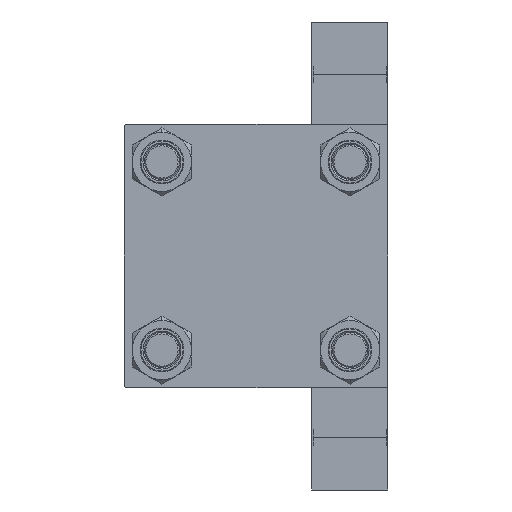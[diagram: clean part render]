
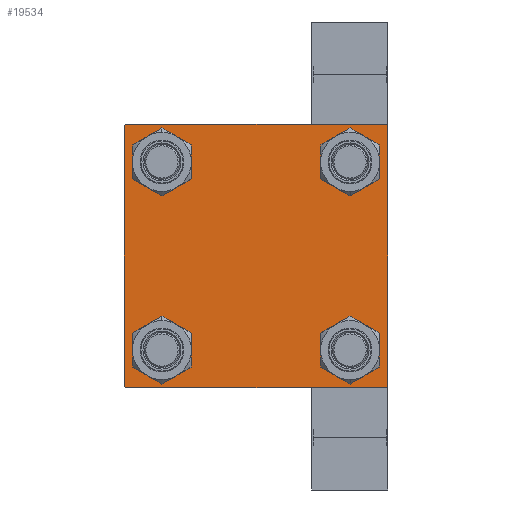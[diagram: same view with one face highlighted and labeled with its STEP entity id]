
A CAD part, left-side view. The second image highlights one B-rep face of the part: STEP entity #19534.
In plain terms, the highlighted planar face has unit normal (-1, 0, 0).
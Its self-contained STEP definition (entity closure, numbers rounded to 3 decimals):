
#111 = DIRECTION ( 'NONE',  ( 0., 0.707, -0.707 ) ) ;
#215 = ORIENTED_EDGE ( 'NONE', *, *, #1690, .T. ) ;
#494 = EDGE_CURVE ( 'NONE', #30689, #27815, #39166, .T. ) ;
#585 = LINE ( 'NONE', #15985, #671 ) ;
#671 = VECTOR ( 'NONE', #7371, 1000. ) ;
#1020 = EDGE_CURVE ( 'NONE', #9296, #16360, #44449, .T. ) ;
#1099 = FACE_OUTER_BOUND ( 'NONE', #35498, .T. ) ;
#1391 = AXIS2_PLACEMENT_3D ( 'NONE', #48795, #30564, #23081 ) ;
#1423 = DIRECTION ( 'NONE',  ( 1., 0., 0. ) ) ;
#1690 = EDGE_CURVE ( 'NONE', #29217, #30391, #16961, .T. ) ;
#1908 = AXIS2_PLACEMENT_3D ( 'NONE', #25644, #14199, #21654 ) ;
#1999 = EDGE_CURVE ( 'NONE', #44860, #39592, #38484, .T. ) ;
#2082 = DIRECTION ( 'NONE',  ( 0., 0., 1. ) ) ;
#2163 = CARTESIAN_POINT ( 'NONE',  ( 0., 45., 44.5 ) ) ;
#2524 = CARTESIAN_POINT ( 'NONE',  ( 0., -45., -44.5 ) ) ;
#2779 = EDGE_LOOP ( 'NONE', ( #44174, #24322 ) ) ;
#3566 = DIRECTION ( 'NONE',  ( 0., 0.707, 0.707 ) ) ;
#4193 = AXIS2_PLACEMENT_3D ( 'NONE', #32538, #40257, #47759 ) ;
#7371 = DIRECTION ( 'NONE',  ( 0., -1., 0. ) ) ;
#7811 = DIRECTION ( 'NONE',  ( 0., 0., 1. ) ) ;
#7879 = DIRECTION ( 'NONE',  ( 0., -0.707, -0.707 ) ) ;
#7923 = DIRECTION ( 'NONE',  ( 0., 0., -1. ) ) ;
#8262 = DIRECTION ( 'NONE',  ( 0., -1., 0. ) ) ;
#8324 = FACE_BOUND ( 'NONE', #2779, .T. ) ;
#9296 = VERTEX_POINT ( 'NONE', #23582 ) ;
#9690 = EDGE_CURVE ( 'NONE', #30391, #29217, #15557, .T. ) ;
#9945 = DIRECTION ( 'NONE',  ( 1., 0., 0. ) ) ;
#10099 = DIRECTION ( 'NONE',  ( 0., 0., -1. ) ) ;
#10439 = DIRECTION ( 'NONE',  ( 0., 0., 1. ) ) ;
#11040 = DIRECTION ( 'NONE',  ( 1., 0., 0. ) ) ;
#11110 = EDGE_LOOP ( 'NONE', ( #18928, #215 ) ) ;
#11203 = CIRCLE ( 'NONE', #45420, 6.5 ) ;
#11294 = CARTESIAN_POINT ( 'NONE',  ( 0., 44.75, 44.75 ) ) ;
#11563 = DIRECTION ( 'NONE',  ( 0., 0., 1. ) ) ;
#11682 = EDGE_CURVE ( 'NONE', #26205, #28764, #15035, .T. ) ;
#12344 = ORIENTED_EDGE ( 'NONE', *, *, #41660, .T. ) ;
#12425 = EDGE_CURVE ( 'NONE', #27815, #30689, #25985, .T. ) ;
#12825 = EDGE_CURVE ( 'NONE', #43314, #24224, #22850, .T. ) ;
#13134 = CARTESIAN_POINT ( 'NONE',  ( 0., -32.15, -25.65 ) ) ;
#13838 = CARTESIAN_POINT ( 'NONE',  ( 0., 32.15, 25.65 ) ) ;
#14199 = DIRECTION ( 'NONE',  ( 1., 0., 0. ) ) ;
#14571 = ORIENTED_EDGE ( 'NONE', *, *, #35302, .T. ) ;
#15035 = LINE ( 'NONE', #11294, #26757 ) ;
#15312 = VECTOR ( 'NONE', #3566, 1000. ) ;
#15557 = CIRCLE ( 'NONE', #25122, 6.5 ) ;
#15985 = CARTESIAN_POINT ( 'NONE',  ( 0., 45., -45. ) ) ;
#16360 = VERTEX_POINT ( 'NONE', #26437 ) ;
#16401 = EDGE_CURVE ( 'NONE', #26205, #16360, #42143, .T. ) ;
#16961 = CIRCLE ( 'NONE', #48812, 6.5 ) ;
#17216 = VERTEX_POINT ( 'NONE', #38432 ) ;
#17337 = DIRECTION ( 'NONE',  ( 0., 0., 1. ) ) ;
#17514 = DIRECTION ( 'NONE',  ( 1., 0., 0. ) ) ;
#17837 = ORIENTED_EDGE ( 'NONE', *, *, #32442, .T. ) ;
#17838 = CARTESIAN_POINT ( 'NONE',  ( 0., -32.15, 25.65 ) ) ;
#18765 = ORIENTED_EDGE ( 'NONE', *, *, #32156, .T. ) ;
#18822 = VECTOR ( 'NONE', #8262, 1000. ) ;
#18849 = VECTOR ( 'NONE', #42919, 1000. ) ;
#18928 = ORIENTED_EDGE ( 'NONE', *, *, #9690, .T. ) ;
#19162 = VERTEX_POINT ( 'NONE', #25837 ) ;
#19242 = CARTESIAN_POINT ( 'NONE',  ( 0., -32.15, 32.15 ) ) ;
#19333 = ORIENTED_EDGE ( 'NONE', *, *, #37435, .F. ) ;
#19534 = ADVANCED_FACE ( 'NONE', ( #34459, #45955, #34712, #8324, #1099 ), #23256, .T. ) ;
#19723 = EDGE_LOOP ( 'NONE', ( #12344, #34957 ) ) ;
#19952 = EDGE_LOOP ( 'NONE', ( #36250, #18765 ) ) ;
#20735 = CARTESIAN_POINT ( 'NONE',  ( 0., 32.15, 38.65 ) ) ;
#21055 = CARTESIAN_POINT ( 'NONE',  ( 0., 32.15, -32.15 ) ) ;
#21654 = DIRECTION ( 'NONE',  ( 0., 0., 1. ) ) ;
#21715 = VECTOR ( 'NONE', #7879, 1000. ) ;
#21907 = CARTESIAN_POINT ( 'NONE',  ( 0., -32.15, -32.15 ) ) ;
#22340 = EDGE_CURVE ( 'NONE', #17216, #26373, #43293, .T. ) ;
#22774 = ORIENTED_EDGE ( 'NONE', *, *, #40927, .T. ) ;
#22850 = CIRCLE ( 'NONE', #1391, 6.5 ) ;
#22862 = LINE ( 'NONE', #34060, #46854 ) ;
#23081 = DIRECTION ( 'NONE',  ( 0., 0., 1. ) ) ;
#23256 = PLANE ( 'NONE',  #27013 ) ;
#23582 = CARTESIAN_POINT ( 'NONE',  ( 0., -45., 44.5 ) ) ;
#24224 = VERTEX_POINT ( 'NONE', #37950 ) ;
#24322 = ORIENTED_EDGE ( 'NONE', *, *, #12425, .T. ) ;
#25122 = AXIS2_PLACEMENT_3D ( 'NONE', #19242, #11040, #7811 ) ;
#25644 = CARTESIAN_POINT ( 'NONE',  ( 0., 32.15, -32.15 ) ) ;
#25743 = CARTESIAN_POINT ( 'NONE',  ( 0., -44.75, 44.75 ) ) ;
#25837 = CARTESIAN_POINT ( 'NONE',  ( 0., -44.5, -45. ) ) ;
#25985 = CIRCLE ( 'NONE', #45092, 6.5 ) ;
#26205 = VERTEX_POINT ( 'NONE', #35128 ) ;
#26373 = VERTEX_POINT ( 'NONE', #29886 ) ;
#26437 = CARTESIAN_POINT ( 'NONE',  ( 0., -44.5, 45. ) ) ;
#26757 = VECTOR ( 'NONE', #111, 1000. ) ;
#26790 = CARTESIAN_POINT ( 'NONE',  ( 0., 44.75, -44.75 ) ) ;
#27013 = AXIS2_PLACEMENT_3D ( 'NONE', #45701, #38209, #11563 ) ;
#27245 = VERTEX_POINT ( 'NONE', #2524 ) ;
#27422 = CARTESIAN_POINT ( 'NONE',  ( 0., 45., 45. ) ) ;
#27815 = VERTEX_POINT ( 'NONE', #13838 ) ;
#28764 = VERTEX_POINT ( 'NONE', #2163 ) ;
#29217 = VERTEX_POINT ( 'NONE', #17838 ) ;
#29634 = DIRECTION ( 'NONE',  ( 1., 0., 0. ) ) ;
#29886 = CARTESIAN_POINT ( 'NONE',  ( 0., 32.15, -25.65 ) ) ;
#29947 = CIRCLE ( 'NONE', #33911, 6.5 ) ;
#30391 = VERTEX_POINT ( 'NONE', #35788 ) ;
#30432 = CARTESIAN_POINT ( 'NONE',  ( 0., 45., -44.5 ) ) ;
#30564 = DIRECTION ( 'NONE',  ( 1., 0., 0. ) ) ;
#30689 = VERTEX_POINT ( 'NONE', #20735 ) ;
#32156 = EDGE_CURVE ( 'NONE', #24224, #43314, #29947, .T. ) ;
#32304 = CARTESIAN_POINT ( 'NONE',  ( 0., 44.5, -45. ) ) ;
#32442 = EDGE_CURVE ( 'NONE', #19162, #27245, #47417, .T. ) ;
#32538 = CARTESIAN_POINT ( 'NONE',  ( 0., 32.15, 32.15 ) ) ;
#33103 = CARTESIAN_POINT ( 'NONE',  ( 0., -32.15, 32.15 ) ) ;
#33258 = LINE ( 'NONE', #48484, #45388 ) ;
#33726 = ORIENTED_EDGE ( 'NONE', *, *, #11682, .T. ) ;
#33911 = AXIS2_PLACEMENT_3D ( 'NONE', #21907, #29634, #44836 ) ;
#34060 = CARTESIAN_POINT ( 'NONE',  ( 0., -45., 45. ) ) ;
#34459 = FACE_BOUND ( 'NONE', #11110, .T. ) ;
#34551 = ORIENTED_EDGE ( 'NONE', *, *, #1999, .T. ) ;
#34597 = ORIENTED_EDGE ( 'NONE', *, *, #1020, .T. ) ;
#34712 = FACE_BOUND ( 'NONE', #19723, .T. ) ;
#34957 = ORIENTED_EDGE ( 'NONE', *, *, #22340, .T. ) ;
#35128 = CARTESIAN_POINT ( 'NONE',  ( 0., 44.5, 45. ) ) ;
#35302 = EDGE_CURVE ( 'NONE', #39592, #19162, #585, .T. ) ;
#35498 = EDGE_LOOP ( 'NONE', ( #22774, #34551, #14571, #17837, #19333, #34597, #43747, #33726 ) ) ;
#35788 = CARTESIAN_POINT ( 'NONE',  ( 0., -32.15, 38.65 ) ) ;
#36250 = ORIENTED_EDGE ( 'NONE', *, *, #12825, .T. ) ;
#37435 = EDGE_CURVE ( 'NONE', #9296, #27245, #22862, .T. ) ;
#37950 = CARTESIAN_POINT ( 'NONE',  ( 0., -32.15, -38.65 ) ) ;
#38209 = DIRECTION ( 'NONE',  ( -1., 0., 0. ) ) ;
#38432 = CARTESIAN_POINT ( 'NONE',  ( 0., 32.15, -38.65 ) ) ;
#38484 = LINE ( 'NONE', #26790, #21715 ) ;
#39166 = CIRCLE ( 'NONE', #4193, 6.5 ) ;
#39592 = VERTEX_POINT ( 'NONE', #32304 ) ;
#40257 = DIRECTION ( 'NONE',  ( 1., 0., 0. ) ) ;
#40927 = EDGE_CURVE ( 'NONE', #28764, #44860, #33258, .T. ) ;
#41660 = EDGE_CURVE ( 'NONE', #26373, #17216, #11203, .T. ) ;
#42143 = LINE ( 'NONE', #27422, #18822 ) ;
#42919 = DIRECTION ( 'NONE',  ( 0., -0.707, 0.707 ) ) ;
#43293 = CIRCLE ( 'NONE', #1908, 6.5 ) ;
#43314 = VERTEX_POINT ( 'NONE', #13134 ) ;
#43692 = CARTESIAN_POINT ( 'NONE',  ( 0., 32.15, 32.15 ) ) ;
#43747 = ORIENTED_EDGE ( 'NONE', *, *, #16401, .F. ) ;
#44174 = ORIENTED_EDGE ( 'NONE', *, *, #494, .T. ) ;
#44449 = LINE ( 'NONE', #25743, #15312 ) ;
#44836 = DIRECTION ( 'NONE',  ( 0., 0., 1. ) ) ;
#44860 = VERTEX_POINT ( 'NONE', #30432 ) ;
#45092 = AXIS2_PLACEMENT_3D ( 'NONE', #43692, #17514, #2082 ) ;
#45388 = VECTOR ( 'NONE', #10099, 1000. ) ;
#45420 = AXIS2_PLACEMENT_3D ( 'NONE', #21055, #1423, #17337 ) ;
#45701 = CARTESIAN_POINT ( 'NONE',  ( 0., 0., 0. ) ) ;
#45955 = FACE_BOUND ( 'NONE', #19952, .T. ) ;
#46854 = VECTOR ( 'NONE', #7923, 1000. ) ;
#46916 = CARTESIAN_POINT ( 'NONE',  ( 0., -44.75, -44.75 ) ) ;
#47417 = LINE ( 'NONE', #46916, #18849 ) ;
#47759 = DIRECTION ( 'NONE',  ( 0., 0., 1. ) ) ;
#48484 = CARTESIAN_POINT ( 'NONE',  ( 0., 45., 45. ) ) ;
#48795 = CARTESIAN_POINT ( 'NONE',  ( 0., -32.15, -32.15 ) ) ;
#48812 = AXIS2_PLACEMENT_3D ( 'NONE', #33103, #9945, #10439 ) ;
